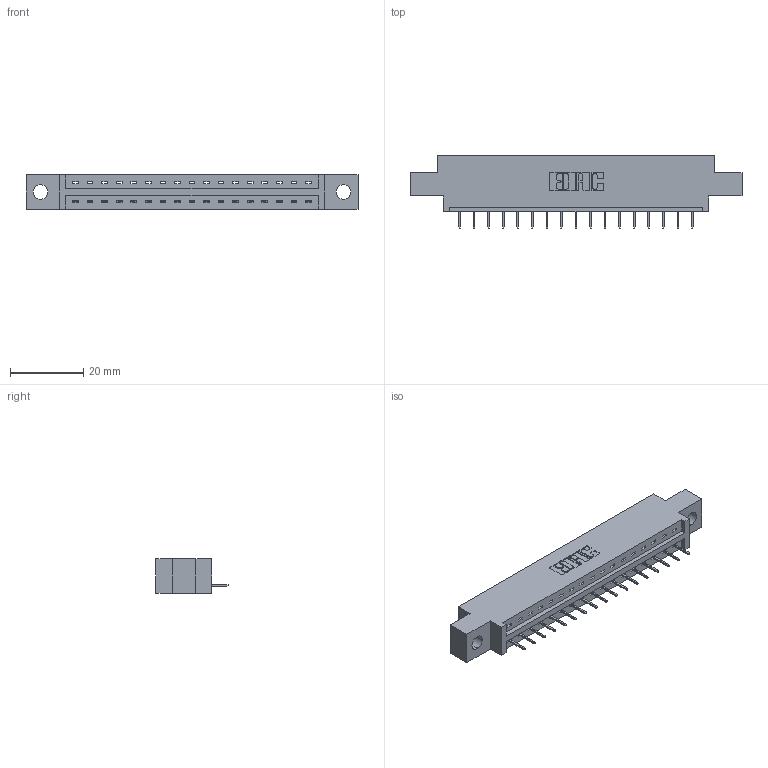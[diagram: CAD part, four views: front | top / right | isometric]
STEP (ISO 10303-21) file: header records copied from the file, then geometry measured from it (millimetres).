
FILE_DESCRIPTION (( 'STEP AP203' ), '1' );
FILE_NAME ('337-017-524-604.STEP', '2018-08-04T21:51:50', ( '' ), ( '' ), 'SwSTEP 2.0', 'SolidWorks 2016', '' );
FILE_SCHEMA (( 'CONFIG_CONTROL_DESIGN' ));
Length unit declared in the file: inch
Products named in the file (3): 337 Part_0.170 Offset - 0.156 Dia-TH; 345-292-001_345-293-124; 337-017-524-604
Assembly tree (18 placements, depth 2):
  337-017-524-604
    337 Part_0.170 Offset - 0.156 Dia-TH
    345-292-001_345-293-124  x17
Bounding box: 90.37 x 19.69 x 9.4 mm (x, y, z)
Volume: 8807.4 mm3; surface area: 8617.9 mm2
Topology: 18 solids, 18 shells, 1240 faces, 3587 edges, 2322 vertices
Faces by surface type: plane 958, cylinder 282
Entity records: 16079 total; most frequent: CARTESIAN_POINT 2805, ORIENTED_EDGE 2758, DIRECTION 2413, EDGE_CURVE 1379, LINE 1255, VECTOR 1255, VERTEX_POINT 914, AXIS2_PLACEMENT_3D 579
